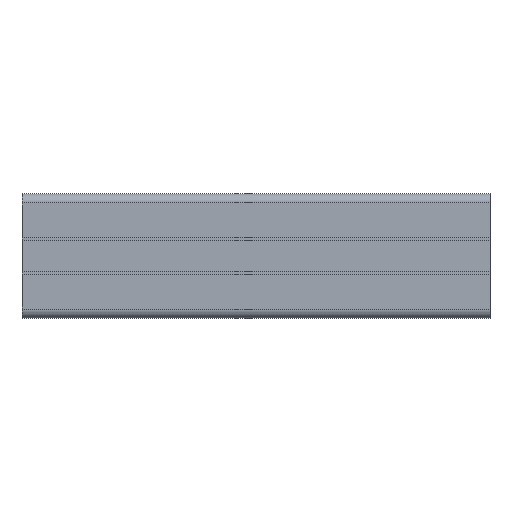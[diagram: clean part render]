
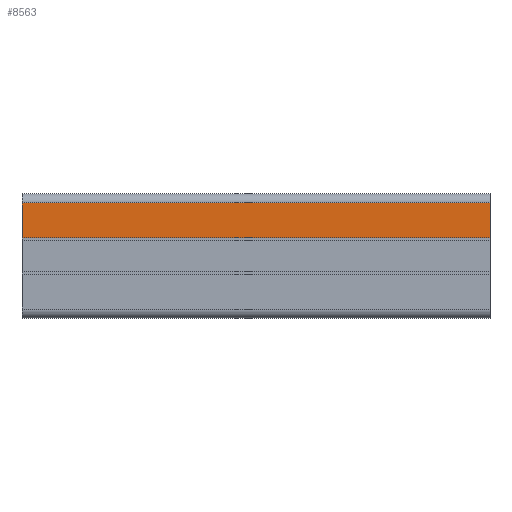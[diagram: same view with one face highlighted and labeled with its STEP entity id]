
A CAD part, front view. The second image highlights one B-rep face of the part: STEP entity #8563.
In plain terms, the highlighted planar face has unit normal (0, -1, 0).
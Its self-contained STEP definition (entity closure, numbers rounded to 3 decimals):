
#45 = PLANE('',#46);
#46 = AXIS2_PLACEMENT_3D('',#47,#48,#49);
#47 = CARTESIAN_POINT('',(-75.,0.,0.));
#48 = DIRECTION('',(-1.,0.,0.));
#49 = DIRECTION('',(0.,0.,1.));
#102 = PLANE('',#103);
#103 = AXIS2_PLACEMENT_3D('',#104,#105,#106);
#104 = CARTESIAN_POINT('',(75.,0.,0.));
#105 = DIRECTION('',(-1.,0.,0.));
#106 = DIRECTION('',(0.,0.,1.));
#750 = VERTEX_POINT('',#751);
#751 = CARTESIAN_POINT('',(75.,-20.,17.));
#766 = CYLINDRICAL_SURFACE('',#767,3.);
#767 = AXIS2_PLACEMENT_3D('',#768,#769,#770);
#768 = CARTESIAN_POINT('',(-75.,-17.,17.));
#769 = DIRECTION('',(1.,-0.,-0.));
#770 = DIRECTION('',(0.,-0.707,0.707));
#778 = EDGE_CURVE('',#779,#750,#781,.T.);
#779 = VERTEX_POINT('',#780);
#780 = CARTESIAN_POINT('',(75.,-20.,5.8));
#781 = SURFACE_CURVE('',#782,(#786,#793),.PCURVE_S1.);
#782 = LINE('',#783,#784);
#783 = CARTESIAN_POINT('',(75.,-20.,5.8));
#784 = VECTOR('',#785,1.);
#785 = DIRECTION('',(0.,0.,1.));
#786 = PCURVE('',#102,#787);
#787 = DEFINITIONAL_REPRESENTATION('',(#788),#792);
#788 = LINE('',#789,#790);
#789 = CARTESIAN_POINT('',(5.8,-20.));
#790 = VECTOR('',#791,1.);
#791 = DIRECTION('',(1.,0.));
#792 = ( GEOMETRIC_REPRESENTATION_CONTEXT(2) 
PARAMETRIC_REPRESENTATION_CONTEXT() REPRESENTATION_CONTEXT('2D SPACE',''
  ) );
#793 = PCURVE('',#794,#799);
#794 = PLANE('',#795);
#795 = AXIS2_PLACEMENT_3D('',#796,#797,#798);
#796 = CARTESIAN_POINT('',(-75.,-20.,11.4));
#797 = DIRECTION('',(0.,-1.,0.));
#798 = DIRECTION('',(-1.,0.,0.));
#799 = DEFINITIONAL_REPRESENTATION('',(#800),#804);
#800 = LINE('',#801,#802);
#801 = CARTESIAN_POINT('',(-150.,5.6));
#802 = VECTOR('',#803,1.);
#803 = DIRECTION('',(0.,-1.));
#804 = ( GEOMETRIC_REPRESENTATION_CONTEXT(2) 
PARAMETRIC_REPRESENTATION_CONTEXT() REPRESENTATION_CONTEXT('2D SPACE',''
  ) );
#822 = PLANE('',#823);
#823 = AXIS2_PLACEMENT_3D('',#824,#825,#826);
#824 = CARTESIAN_POINT('',(-75.,-19.25,5.8));
#825 = DIRECTION('',(0.,0.,-1.));
#826 = DIRECTION('',(0.,-1.,0.));
#5301 = VERTEX_POINT('',#5302);
#5302 = CARTESIAN_POINT('',(-75.,-20.,5.8));
#5323 = EDGE_CURVE('',#5301,#5324,#5326,.T.);
#5324 = VERTEX_POINT('',#5325);
#5325 = CARTESIAN_POINT('',(-75.,-20.,17.));
#5326 = SURFACE_CURVE('',#5327,(#5331,#5338),.PCURVE_S1.);
#5327 = LINE('',#5328,#5329);
#5328 = CARTESIAN_POINT('',(-75.,-20.,5.8));
#5329 = VECTOR('',#5330,1.);
#5330 = DIRECTION('',(0.,0.,1.));
#5331 = PCURVE('',#45,#5332);
#5332 = DEFINITIONAL_REPRESENTATION('',(#5333),#5337);
#5333 = LINE('',#5334,#5335);
#5334 = CARTESIAN_POINT('',(5.8,-20.));
#5335 = VECTOR('',#5336,1.);
#5336 = DIRECTION('',(1.,0.));
#5337 = ( GEOMETRIC_REPRESENTATION_CONTEXT(2) 
PARAMETRIC_REPRESENTATION_CONTEXT() REPRESENTATION_CONTEXT('2D SPACE',''
  ) );
#5338 = PCURVE('',#794,#5339);
#5339 = DEFINITIONAL_REPRESENTATION('',(#5340),#5344);
#5340 = LINE('',#5341,#5342);
#5341 = CARTESIAN_POINT('',(-0.,5.6));
#5342 = VECTOR('',#5343,1.);
#5343 = DIRECTION('',(0.,-1.));
#5344 = ( GEOMETRIC_REPRESENTATION_CONTEXT(2) 
PARAMETRIC_REPRESENTATION_CONTEXT() REPRESENTATION_CONTEXT('2D SPACE',''
  ) );
#8521 = EDGE_CURVE('',#5301,#779,#8522,.T.);
#8522 = SURFACE_CURVE('',#8523,(#8527,#8534),.PCURVE_S1.);
#8523 = LINE('',#8524,#8525);
#8524 = CARTESIAN_POINT('',(-75.,-20.,5.8));
#8525 = VECTOR('',#8526,1.);
#8526 = DIRECTION('',(1.,0.,0.));
#8527 = PCURVE('',#822,#8528);
#8528 = DEFINITIONAL_REPRESENTATION('',(#8529),#8533);
#8529 = LINE('',#8530,#8531);
#8530 = CARTESIAN_POINT('',(0.75,0.));
#8531 = VECTOR('',#8532,1.);
#8532 = DIRECTION('',(0.,-1.));
#8533 = ( GEOMETRIC_REPRESENTATION_CONTEXT(2) 
PARAMETRIC_REPRESENTATION_CONTEXT() REPRESENTATION_CONTEXT('2D SPACE',''
  ) );
#8534 = PCURVE('',#794,#8535);
#8535 = DEFINITIONAL_REPRESENTATION('',(#8536),#8540);
#8536 = LINE('',#8537,#8538);
#8537 = CARTESIAN_POINT('',(-0.,5.6));
#8538 = VECTOR('',#8539,1.);
#8539 = DIRECTION('',(-1.,-0.));
#8540 = ( GEOMETRIC_REPRESENTATION_CONTEXT(2) 
PARAMETRIC_REPRESENTATION_CONTEXT() REPRESENTATION_CONTEXT('2D SPACE',''
  ) );
#8563 = ADVANCED_FACE('',(#8564),#794,.T.);
#8564 = FACE_BOUND('',#8565,.T.);
#8565 = EDGE_LOOP('',(#8566,#8567,#8588,#8589));
#8566 = ORIENTED_EDGE('',*,*,#778,.T.);
#8567 = ORIENTED_EDGE('',*,*,#8568,.F.);
#8568 = EDGE_CURVE('',#5324,#750,#8569,.T.);
#8569 = SURFACE_CURVE('',#8570,(#8574,#8581),.PCURVE_S1.);
#8570 = LINE('',#8571,#8572);
#8571 = CARTESIAN_POINT('',(-75.,-20.,17.));
#8572 = VECTOR('',#8573,1.);
#8573 = DIRECTION('',(1.,0.,0.));
#8574 = PCURVE('',#794,#8575);
#8575 = DEFINITIONAL_REPRESENTATION('',(#8576),#8580);
#8576 = LINE('',#8577,#8578);
#8577 = CARTESIAN_POINT('',(0.,-5.6));
#8578 = VECTOR('',#8579,1.);
#8579 = DIRECTION('',(-1.,-0.));
#8580 = ( GEOMETRIC_REPRESENTATION_CONTEXT(2) 
PARAMETRIC_REPRESENTATION_CONTEXT() REPRESENTATION_CONTEXT('2D SPACE',''
  ) );
#8581 = PCURVE('',#766,#8582);
#8582 = DEFINITIONAL_REPRESENTATION('',(#8583),#8587);
#8583 = LINE('',#8584,#8585);
#8584 = CARTESIAN_POINT('',(7.069,0.));
#8585 = VECTOR('',#8586,1.);
#8586 = DIRECTION('',(0.,1.));
#8587 = ( GEOMETRIC_REPRESENTATION_CONTEXT(2) 
PARAMETRIC_REPRESENTATION_CONTEXT() REPRESENTATION_CONTEXT('2D SPACE',''
  ) );
#8588 = ORIENTED_EDGE('',*,*,#5323,.F.);
#8589 = ORIENTED_EDGE('',*,*,#8521,.T.);
